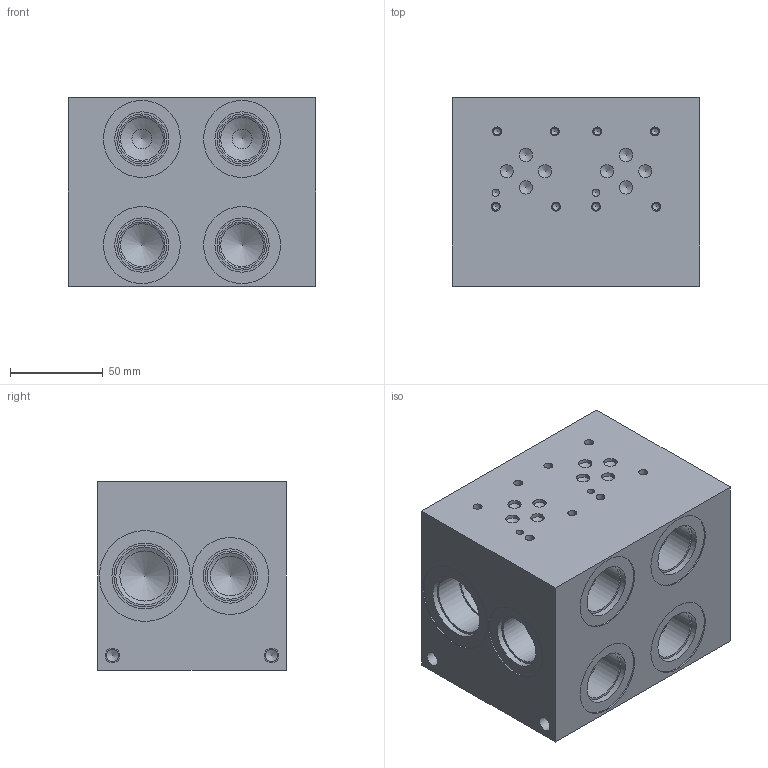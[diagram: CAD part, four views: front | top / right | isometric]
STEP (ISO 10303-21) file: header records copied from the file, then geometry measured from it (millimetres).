
FILE_DESCRIPTION(/* description */ (''),/* implementation_level */ '2;1');
FILE_NAME(/* name */ '_D03HP022S_P_.stp',/* time_stamp */ '2021-12-02T11:35:06-05:00',/* author */ ('trevorh'),/* organization */ (''),/* preprocessor_version */ 'ST-DEVELOPER v18',/* originating_system */ 'Autodesk Inventor 2020',/* authorisation */ '');
FILE_SCHEMA (('CONFIG_CONTROL_DESIGN'));
Length unit declared in the file: millimetre
Products named in the file (1): Part_AD03HP022S_C_3D
Bounding box: 133.35 x 101.6 x 101.6 mm (x, y, z)
Volume: 1147900.5 mm3; surface area: 111782.2 mm2
Topology: 1 solids, 1 shells, 158 faces, 428 edges, 308 vertices
Faces by surface type: cylinder 76, plane 42, cone 40
Full cylindrical faces by diameter (mm): 3.785 x8, 3.962 x2, 4.826 x8, 6.528 x4, 7.137 x8, 7.95 x4, 10.719 x2, 21.438 x2, 23.012 x4, 24.917 x6, 26.975 x2, 26.988 x4, 27 x2, 29.21 x6, 31.267 x2, 33.337 x2, 35.509 x2, 41.453 x6, 48.971 x2
Entity records: 5111 total; most frequent: DIRECTION 986, CARTESIAN_POINT 865, ORIENTED_EDGE 796, AXIS2_PLACEMENT_3D 429, EDGE_CURVE 398, VERTEX_POINT 308, CIRCLE 270, EDGE_LOOP 224
